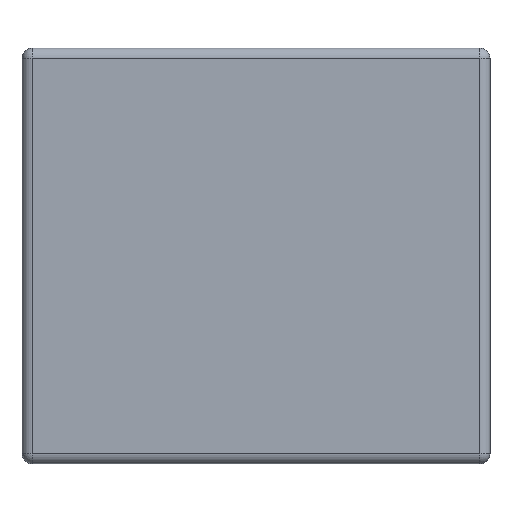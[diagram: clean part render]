
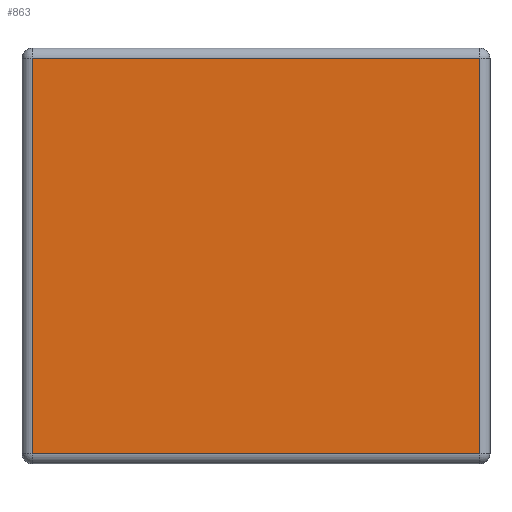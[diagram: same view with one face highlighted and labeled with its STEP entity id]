
A CAD part, left-side view. The second image highlights one B-rep face of the part: STEP entity #863.
In plain terms, the highlighted planar face has unit normal (-1, 0, 0).
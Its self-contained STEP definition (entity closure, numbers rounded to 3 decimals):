
#154=ORIENTED_EDGE('',*,*,#386,.T.);
#155=ORIENTED_EDGE('',*,*,#387,.T.);
#156=ORIENTED_EDGE('',*,*,#388,.T.);
#157=ORIENTED_EDGE('',*,*,#389,.T.);
#386=EDGE_CURVE('',#498,#499,#570,.T.);
#387=EDGE_CURVE('',#499,#500,#571,.T.);
#388=EDGE_CURVE('',#500,#501,#572,.F.);
#389=EDGE_CURVE('',#501,#498,#573,.F.);
#498=VERTEX_POINT('',#1405);
#499=VERTEX_POINT('',#1406);
#500=VERTEX_POINT('',#1408);
#501=VERTEX_POINT('',#1410);
#570=LINE('',#1404,#638);
#571=LINE('',#1407,#639);
#572=LINE('',#1409,#640);
#573=LINE('',#1411,#641);
#638=VECTOR('',#1108,1000.);
#639=VECTOR('',#1109,1000.);
#640=VECTOR('',#1110,1000.);
#641=VECTOR('',#1111,1000.);
#689=EDGE_LOOP('',(#154,#155,#156,#157));
#765=FACE_BOUND('',#689,.T.);
#836=PLANE('',#945);
#863=ADVANCED_FACE('',(#765),#836,.F.);
#945=AXIS2_PLACEMENT_3D('',#1403,#1106,#1107);
#1106=DIRECTION('',(1.,0.,0.));
#1107=DIRECTION('',(0.,1.,0.));
#1108=DIRECTION('',(0.,0.,-1.));
#1109=DIRECTION('',(0.,-1.,0.));
#1110=DIRECTION('',(0.,0.,-1.));
#1111=DIRECTION('',(0.,-1.,0.));
#1403=CARTESIAN_POINT('',(-30.,22.5,40.));
#1404=CARTESIAN_POINT('',(-30.,21.5,40.));
#1405=CARTESIAN_POINT('',(-30.,21.5,39.));
#1406=CARTESIAN_POINT('',(-30.,21.5,1.));
#1407=CARTESIAN_POINT('',(-30.,22.5,1.));
#1408=CARTESIAN_POINT('',(-30.,-21.5,1.));
#1409=CARTESIAN_POINT('',(-30.,-21.5,40.));
#1410=CARTESIAN_POINT('',(-30.,-21.5,39.));
#1411=CARTESIAN_POINT('',(-30.,22.5,39.));
